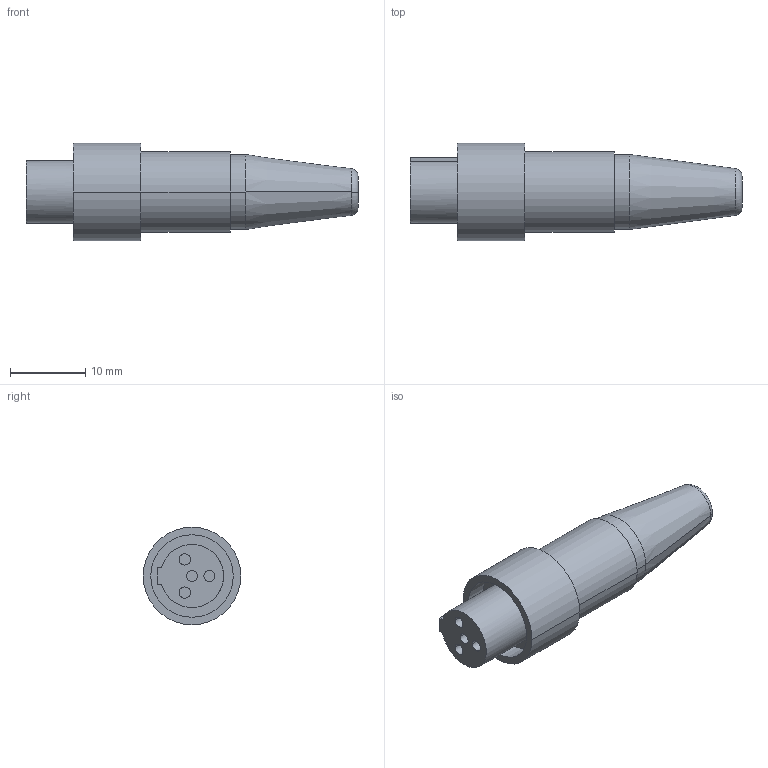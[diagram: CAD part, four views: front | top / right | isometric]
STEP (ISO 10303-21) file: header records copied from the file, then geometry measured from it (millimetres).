
FILE_DESCRIPTION((''),'2;1');
FILE_NAME('RT3FCT-B','2021-04-30T',('xhp'),(''),'PRO/ENGINEER BY PARAMETRIC TECHNOLOGY CORPORATION, 2013040','PRO/ENGINEER BY PARAMETRIC TECHNOLOGY CORPORATION, 2013040','');
FILE_SCHEMA(('CONFIG_CONTROL_DESIGN'));
Length unit declared in the file: millimetre
Products named in the file (1): RT3FCT-B
Bounding box: 44.25 x 13 x 13 mm (x, y, z)
Volume: 3401.6 mm3; surface area: 1904.8 mm2
Topology: 1 solids, 4 shells, 49 faces, 97 edges, 65 vertices
Faces by surface type: cylinder 25, plane 20, cone 2, torus 2
Entity records: 1332 total; most frequent: DIRECTION 256, CARTESIAN_POINT 211, ORIENTED_EDGE 194, AXIS2_PLACEMENT_3D 110, EDGE_CURVE 97, VERTEX_POINT 65, CIRCLE 61, EDGE_LOOP 58
